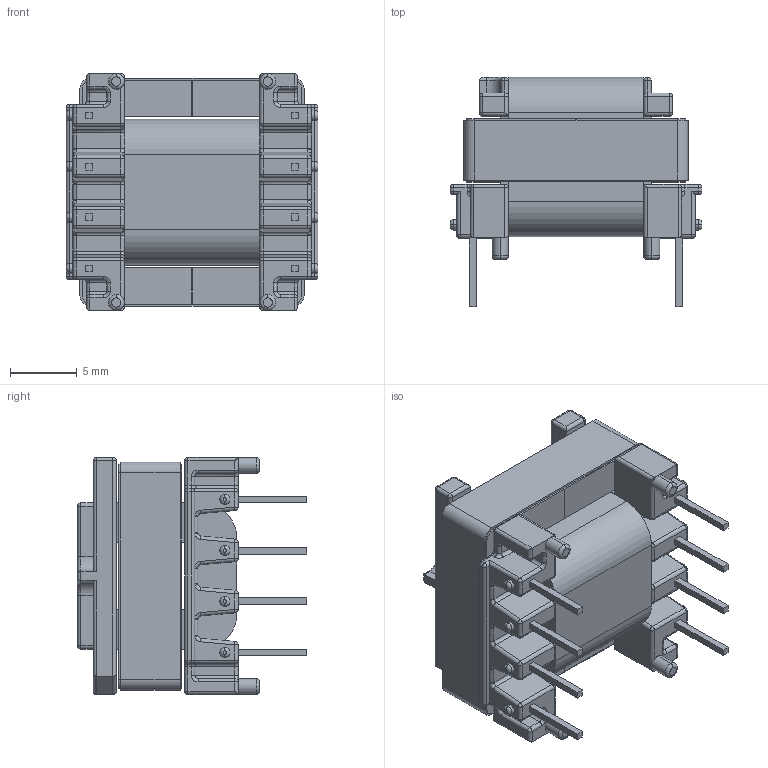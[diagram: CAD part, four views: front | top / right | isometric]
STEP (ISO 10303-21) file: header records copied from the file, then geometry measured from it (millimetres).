
FILE_DESCRIPTION (( 'STEP AP214' ), '1' );
FILE_NAME ('EE16-8-5_5420.STEP', '2019-01-31T16:35:13', ( '' ), ( '' ), 'SwSTEP 2.0', 'SolidWorks 2017', '' );
FILE_SCHEMA (( 'AUTOMOTIVE_DESIGN' ));
Length unit declared in the file: millimetre
Products named in the file (5): 440-9989-1411; 150-1411_6A; 070-5420_coil; 070-5420_6D; EE16-8-5_5420
Assembly tree (5 placements, depth 2):
  EE16-8-5_5420
    070-5420_6D
    070-5420_coil
    150-1411_6A  x2
    440-9989-1411
Bounding box: 18.8 x 17.1 x 17.7 mm (x, y, z)
Volume: 2522.8 mm3; surface area: 4176.5 mm2
Topology: 5 solids, 5 shells, 601 faces, 1433 edges, 794 vertices
Faces by surface type: cylinder 254, plane 201, torus 70, sphere 64, bspline 12
Entity records: 17305 total; most frequent: CARTESIAN_POINT 3030, DIRECTION 2979, ORIENTED_EDGE 2654, EDGE_CURVE 1327, AXIS2_PLACEMENT_3D 1123, VERTEX_POINT 766, LINE 733, VECTOR 733
